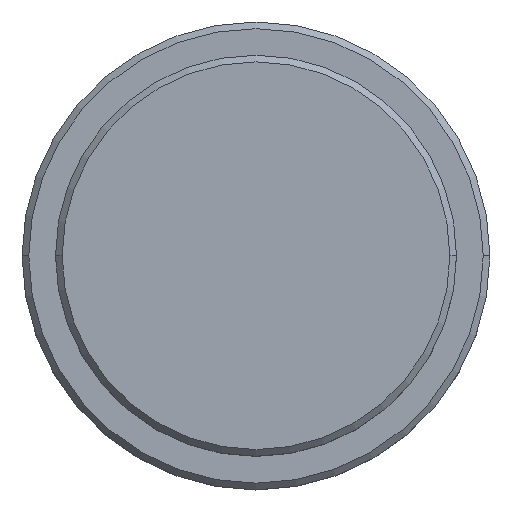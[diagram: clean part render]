
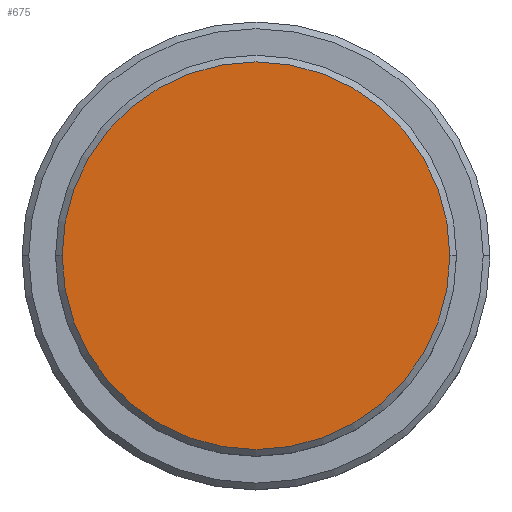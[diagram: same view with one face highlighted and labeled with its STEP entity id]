
A CAD part, top view. The second image highlights one B-rep face of the part: STEP entity #675.
In plain terms, the highlighted planar face has unit normal (0, 0, 1).
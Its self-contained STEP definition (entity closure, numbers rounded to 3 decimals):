
#56 = VERTEX_POINT ( 'NONE', #1370 ) ;
#99 = EDGE_LOOP ( 'NONE', ( #1059, #191 ) ) ;
#191 = ORIENTED_EDGE ( 'NONE', *, *, #319, .T. ) ;
#206 = DIRECTION ( 'NONE',  ( 1., 0., 0. ) ) ;
#319 = EDGE_CURVE ( 'NONE', #56, #1172, #542, .T. ) ;
#434 = DIRECTION ( 'NONE',  ( 0., 0., 1. ) ) ;
#497 = CARTESIAN_POINT ( 'NONE',  ( -14.5, 0., 0. ) ) ;
#527 = DIRECTION ( 'NONE',  ( 1., 0., 0. ) ) ;
#536 = CARTESIAN_POINT ( 'NONE',  ( 0., 0., 0. ) ) ;
#542 = CIRCLE ( 'NONE', #562, 14.5 ) ;
#562 = AXIS2_PLACEMENT_3D ( 'NONE', #1078, #434, #527 ) ;
#632 = CARTESIAN_POINT ( 'NONE',  ( 0., 0., 0. ) ) ;
#675 = ADVANCED_FACE ( 'NONE', ( #968 ), #1174, .T. ) ;
#739 = DIRECTION ( 'NONE',  ( 1., 0., 0. ) ) ;
#778 = AXIS2_PLACEMENT_3D ( 'NONE', #536, #956, #739 ) ;
#956 = DIRECTION ( 'NONE',  ( 0., 0., 1. ) ) ;
#968 = FACE_OUTER_BOUND ( 'NONE', #99, .T. ) ;
#985 = AXIS2_PLACEMENT_3D ( 'NONE', #632, #1284, #206 ) ;
#1059 = ORIENTED_EDGE ( 'NONE', *, *, #1306, .T. ) ;
#1078 = CARTESIAN_POINT ( 'NONE',  ( 0., 0., 0. ) ) ;
#1172 = VERTEX_POINT ( 'NONE', #497 ) ;
#1174 = PLANE ( 'NONE',  #985 ) ;
#1284 = DIRECTION ( 'NONE',  ( 0., 0., 1. ) ) ;
#1306 = EDGE_CURVE ( 'NONE', #1172, #56, #1344, .T. ) ;
#1344 = CIRCLE ( 'NONE', #778, 14.5 ) ;
#1370 = CARTESIAN_POINT ( 'NONE',  ( 14.5, 0., 0. ) ) ;
